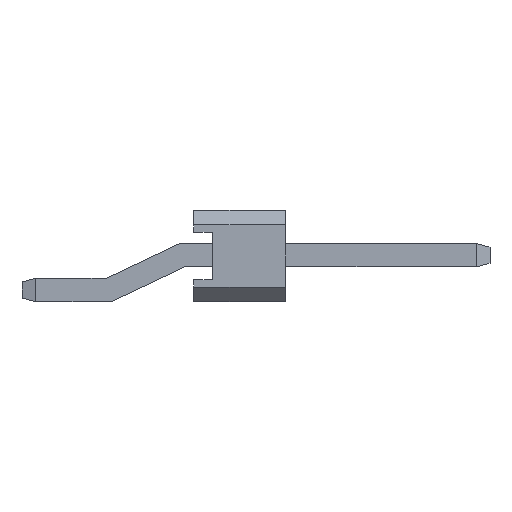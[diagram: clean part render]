
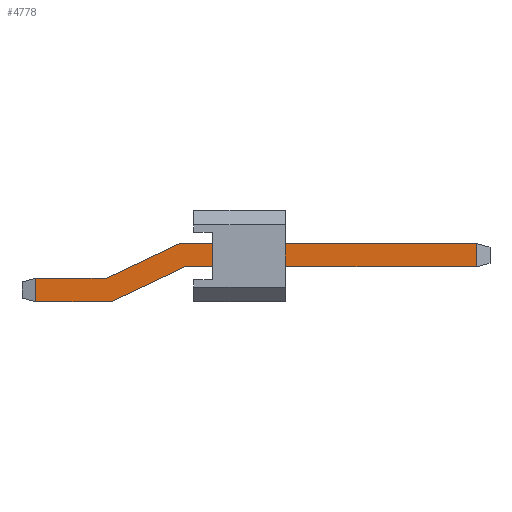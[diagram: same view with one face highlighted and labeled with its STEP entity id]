
A CAD part, front view. The second image highlights one B-rep face of the part: STEP entity #4778.
In plain terms, the highlighted planar face has unit normal (0, -1, 0).
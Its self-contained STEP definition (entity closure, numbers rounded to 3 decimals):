
#62=FACE_OUTER_BOUND('',#350,.T.);
#350=EDGE_LOOP('',(#3165,#3166,#3167,#3168,#3169,#3170,#3171,#3172));
#635=LINE('',#6657,#1319);
#644=LINE('',#6675,#1328);
#654=LINE('',#6695,#1338);
#657=LINE('',#6701,#1341);
#659=LINE('',#6706,#1343);
#660=LINE('',#6707,#1344);
#661=LINE('',#6709,#1345);
#662=LINE('',#6710,#1346);
#1319=VECTOR('',#5392,10.);
#1328=VECTOR('',#5405,10.);
#1338=VECTOR('',#5423,10.);
#1341=VECTOR('',#5430,10.);
#1343=VECTOR('',#5436,10.);
#1344=VECTOR('',#5437,10.);
#1345=VECTOR('',#5438,10.);
#1346=VECTOR('',#5439,10.);
#1994=VERTEX_POINT('',#6637);
#1997=VERTEX_POINT('',#6645);
#2007=VERTEX_POINT('',#6674);
#2008=VERTEX_POINT('',#6679);
#2013=VERTEX_POINT('',#6690);
#2014=VERTEX_POINT('',#6700);
#2015=VERTEX_POINT('',#6705);
#2016=VERTEX_POINT('',#6708);
#2435=EDGE_CURVE('',#1994,#1997,#635,.T.);
#2444=EDGE_CURVE('',#2007,#1997,#644,.T.);
#2454=EDGE_CURVE('',#2008,#2013,#654,.T.);
#2457=EDGE_CURVE('',#2014,#2013,#657,.T.);
#2459=EDGE_CURVE('',#1994,#2015,#659,.T.);
#2460=EDGE_CURVE('',#2015,#2014,#660,.T.);
#2461=EDGE_CURVE('',#2008,#2016,#661,.T.);
#2462=EDGE_CURVE('',#2016,#2007,#662,.T.);
#3165=ORIENTED_EDGE('',*,*,#2435,.F.);
#3166=ORIENTED_EDGE('',*,*,#2459,.T.);
#3167=ORIENTED_EDGE('',*,*,#2460,.T.);
#3168=ORIENTED_EDGE('',*,*,#2457,.T.);
#3169=ORIENTED_EDGE('',*,*,#2454,.F.);
#3170=ORIENTED_EDGE('',*,*,#2461,.T.);
#3171=ORIENTED_EDGE('',*,*,#2462,.T.);
#3172=ORIENTED_EDGE('',*,*,#2444,.T.);
#4490=PLANE('',#5097);
#4778=ADVANCED_FACE('',(#62),#4490,.T.);
#5097=AXIS2_PLACEMENT_3D('',#6704,#5434,#5435);
#5392=DIRECTION('',(0.,0.,1.));
#5405=DIRECTION('',(-1.,0.,0.));
#5423=DIRECTION('',(0.,0.,-1.));
#5430=DIRECTION('',(1.,0.,0.));
#5434=DIRECTION('center_axis',(0.,-1.,0.));
#5435=DIRECTION('ref_axis',(0.,0.,-1.));
#5436=DIRECTION('',(1.,0.,0.));
#5437=DIRECTION('',(0.903,0.,0.429));
#5438=DIRECTION('',(-1.,0.,0.));
#5439=DIRECTION('',(-0.903,0.,-0.429));
#6637=CARTESIAN_POINT('',(0.373,-0.32,0.));
#6645=CARTESIAN_POINT('',(0.373,-0.32,0.64));
#6657=CARTESIAN_POINT('',(0.373,-0.32,0.398));
#6674=CARTESIAN_POINT('',(2.3,-0.32,0.64));
#6675=CARTESIAN_POINT('',(0.,-0.32,0.64));
#6679=CARTESIAN_POINT('',(12.427,-0.32,1.59));
#6690=CARTESIAN_POINT('',(12.427,-0.32,0.95));
#6695=CARTESIAN_POINT('',(12.427,-0.32,1.193));
#6700=CARTESIAN_POINT('',(4.444,-0.32,0.95));
#6701=CARTESIAN_POINT('',(4.444,-0.32,0.95));
#6704=CARTESIAN_POINT('Origin',(6.4,-0.32,0.795));
#6705=CARTESIAN_POINT('',(2.444,-0.32,0.));
#6706=CARTESIAN_POINT('',(0.,-0.32,0.));
#6707=CARTESIAN_POINT('',(2.444,-0.32,0.));
#6708=CARTESIAN_POINT('',(4.3,-0.32,1.59));
#6709=CARTESIAN_POINT('',(4.3,-0.32,1.59));
#6710=CARTESIAN_POINT('',(2.3,-0.32,0.64));
